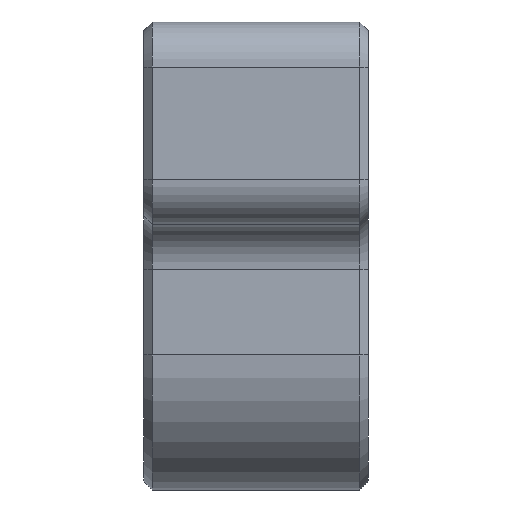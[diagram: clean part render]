
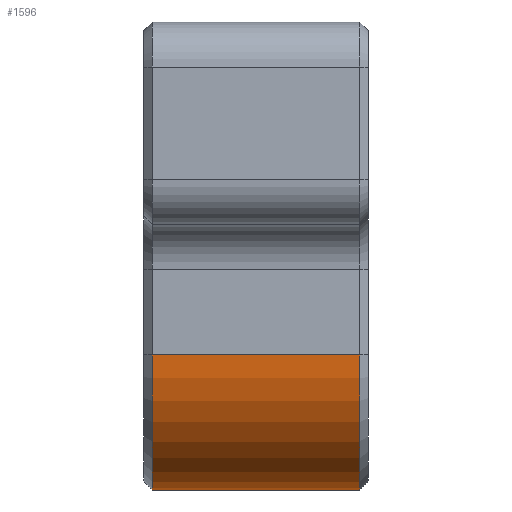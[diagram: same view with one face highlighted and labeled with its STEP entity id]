
A CAD part, left-side view. The second image highlights one B-rep face of the part: STEP entity #1596.
In plain terms, the highlighted cylindrical face has radius 3 mm (diameter 6 mm), a partial arc.
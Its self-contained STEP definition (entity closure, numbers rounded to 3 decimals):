
#9 = CARTESIAN_POINT ( 'NONE',  ( -4.1, -2.3, -7.4 ) ) ;
#41 = EDGE_LOOP ( 'NONE', ( #1619, #2647, #1452, #1978 ) ) ;
#66 = CARTESIAN_POINT ( 'NONE',  ( -1.1, 2.3, -10.4 ) ) ;
#138 = CARTESIAN_POINT ( 'NONE',  ( -4.1, 2.3, -7.4 ) ) ;
#154 = DIRECTION ( 'NONE',  ( 0., 1., 0. ) ) ;
#382 = CIRCLE ( 'NONE', #2551, 3. ) ;
#434 = DIRECTION ( 'NONE',  ( 0., -1., 0. ) ) ;
#453 = CARTESIAN_POINT ( 'NONE',  ( -4.1, 2.5, -7.4 ) ) ;
#542 = VERTEX_POINT ( 'NONE', #9 ) ;
#625 = EDGE_CURVE ( 'NONE', #2631, #542, #1050, .T. ) ;
#643 = CARTESIAN_POINT ( 'NONE',  ( -1.1, 2.5, -10.4 ) ) ;
#692 = DIRECTION ( 'NONE',  ( 0., -1., 0. ) ) ;
#876 = AXIS2_PLACEMENT_3D ( 'NONE', #1553, #1633, #2512 ) ;
#918 = EDGE_CURVE ( 'NONE', #1469, #1216, #1771, .T. ) ;
#1007 = EDGE_CURVE ( 'NONE', #2631, #1216, #1107, .T. ) ;
#1050 = LINE ( 'NONE', #453, #1362 ) ;
#1107 = CIRCLE ( 'NONE', #1439, 3. ) ;
#1187 = FACE_OUTER_BOUND ( 'NONE', #41, .T. ) ;
#1216 = VERTEX_POINT ( 'NONE', #66 ) ;
#1362 = VECTOR ( 'NONE', #692, 1000. ) ;
#1439 = AXIS2_PLACEMENT_3D ( 'NONE', #1806, #434, #2048 ) ;
#1452 = ORIENTED_EDGE ( 'NONE', *, *, #918, .F. ) ;
#1469 = VERTEX_POINT ( 'NONE', #2903 ) ;
#1548 = DIRECTION ( 'NONE',  ( 0., 0., -1. ) ) ;
#1553 = CARTESIAN_POINT ( 'NONE',  ( -1.1, 2.5, -7.4 ) ) ;
#1566 = DIRECTION ( 'NONE',  ( 0., 1., 0. ) ) ;
#1596 = ADVANCED_FACE ( 'NONE', ( #1187 ), #1944, .T. ) ;
#1619 = ORIENTED_EDGE ( 'NONE', *, *, #625, .F. ) ;
#1633 = DIRECTION ( 'NONE',  ( 0., -1., 0. ) ) ;
#1771 = LINE ( 'NONE', #643, #2287 ) ;
#1806 = CARTESIAN_POINT ( 'NONE',  ( -1.1, 2.3, -7.4 ) ) ;
#1944 = CYLINDRICAL_SURFACE ( 'NONE', #876, 3. ) ;
#1978 = ORIENTED_EDGE ( 'NONE', *, *, #2061, .T. ) ;
#2048 = DIRECTION ( 'NONE',  ( 0., 0., -1. ) ) ;
#2061 = EDGE_CURVE ( 'NONE', #1469, #542, #382, .T. ) ;
#2287 = VECTOR ( 'NONE', #1566, 1000. ) ;
#2512 = DIRECTION ( 'NONE',  ( 0., 0., -1. ) ) ;
#2551 = AXIS2_PLACEMENT_3D ( 'NONE', #2650, #154, #1548 ) ;
#2631 = VERTEX_POINT ( 'NONE', #138 ) ;
#2647 = ORIENTED_EDGE ( 'NONE', *, *, #1007, .T. ) ;
#2650 = CARTESIAN_POINT ( 'NONE',  ( -1.1, -2.3, -7.4 ) ) ;
#2903 = CARTESIAN_POINT ( 'NONE',  ( -1.1, -2.3, -10.4 ) ) ;
